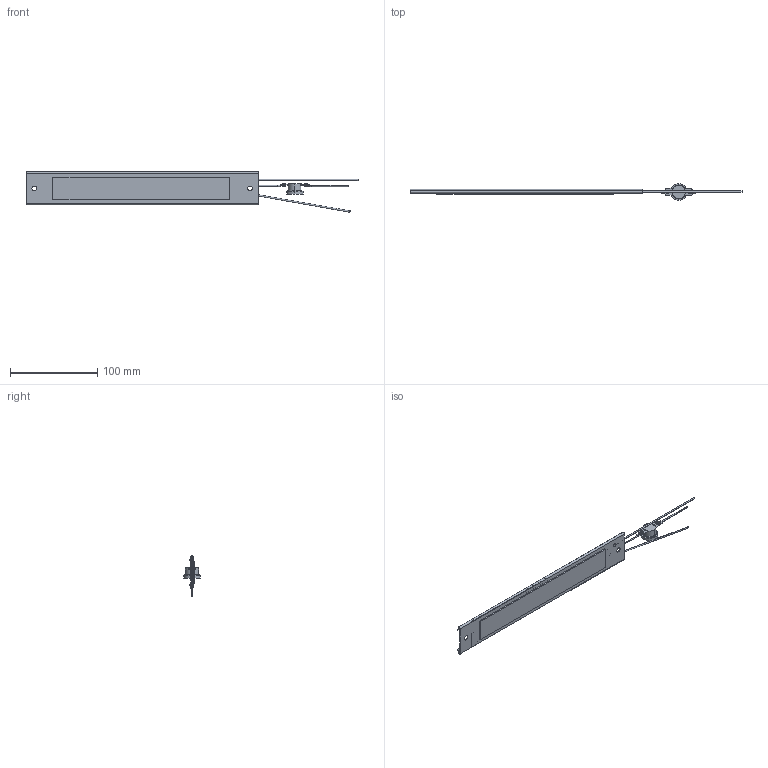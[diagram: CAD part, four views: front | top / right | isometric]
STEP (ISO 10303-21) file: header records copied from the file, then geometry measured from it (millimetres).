
FILE_DESCRIPTION (( 'STEP AP203' ), '1' );
FILE_NAME ('EH-75-VVV-50-24-S AUG2017 203.STEP', '2017-08-31T20:14:04', ( '' ), ( '' ), 'SwSTEP 2.0', 'SolidWorks 2017', '' );
FILE_SCHEMA (( 'CONFIG_CONTROL_DESIGN' ));
Length unit declared in the file: inch
Products named in the file (18): Imported_8; EH-75-VVV-50-24-S AUG2017 203; Imported_2; Imported_9; Imported_16; Imported_17; Imported_7; Imported_14; Imported_10; ID_1_4; ID_1; Imported_13; Imported_12; ID_1_3; Imported_11; Imported_5; Imported_4; ID_1_2
Assembly tree (23 placements, depth 5):
  EH-75-VVV-50-24-S AUG2017 203
    Imported_2
    Imported_16
    ID_1
      Imported_7
      Imported_10  x2
    Imported_12
    Imported_11
    Imported_4  x2
    ID_1_2
      ID_1_3
        Imported_8
        Imported_9  x2
        ID_1_4  x2
          Imported_17
          Imported_14
        Imported_13  x2
      Imported_5  x2
Bounding box: 381.32 x 19.05 x 46.45 mm (x, y, z)
Volume: 33114 mm3; surface area: 103453.3 mm2
Topology: 20 solids, 20 shells, 273 faces, 654 edges, 430 vertices
Faces by surface type: plane 162, cylinder 103, bspline 8
Entity records: 8378 total; most frequent: CARTESIAN_POINT 1251, DIRECTION 1110, ORIENTED_EDGE 996, EDGE_CURVE 498, AXIS2_PLACEMENT_3D 387, LINE 336, VECTOR 336, VERTEX_POINT 328
